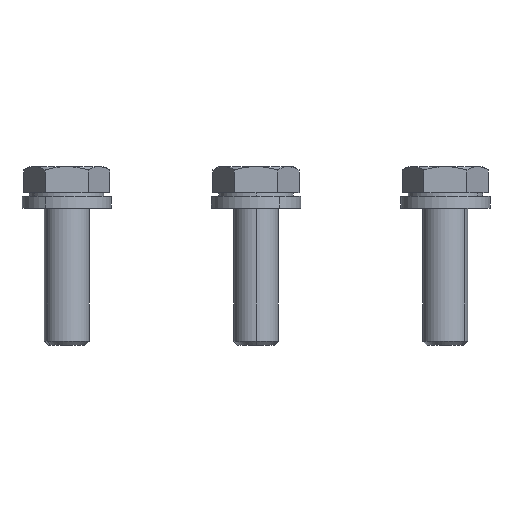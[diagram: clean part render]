
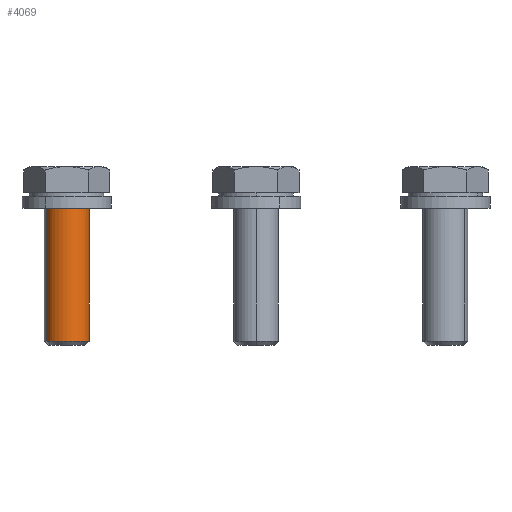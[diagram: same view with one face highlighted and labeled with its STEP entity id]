
A CAD part, left-side view. The second image highlights one B-rep face of the part: STEP entity #4069.
In plain terms, the highlighted cylindrical face has radius 3 mm (diameter 6 mm), a partial arc.
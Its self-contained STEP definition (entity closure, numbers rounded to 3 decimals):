
#393 = EDGE_CURVE ( 'NONE', #8633, #4245, #6625, .T. ) ;
#1114 = DIRECTION ( 'NONE',  ( -0.5, 0.866, 0. ) ) ;
#1115 = DIRECTION ( 'NONE',  ( 0., 0., -1. ) ) ;
#1123 = CARTESIAN_POINT ( 'NONE',  ( -14.675, 25.418, 14.05 ) ) ;
#1272 = CARTESIAN_POINT ( 'NONE',  ( -16.175, 28.016, 14.05 ) ) ;
#1369 = VERTEX_POINT ( 'NONE', #5713 ) ;
#1496 = CYLINDRICAL_SURFACE ( 'NONE', #3043, 3. ) ;
#1598 = VERTEX_POINT ( 'NONE', #6253 ) ;
#2010 = CIRCLE ( 'NONE', #6529, 3. ) ;
#2439 = DIRECTION ( 'NONE',  ( 0., 0., 1. ) ) ;
#2614 = AXIS2_PLACEMENT_3D ( 'NONE', #1123, #1115, #1114 ) ;
#2658 = DIRECTION ( 'NONE',  ( 0.5, -0.866, 0. ) ) ;
#2725 = CIRCLE ( 'NONE', #2614, 3. ) ;
#2908 = EDGE_CURVE ( 'NONE', #1598, #4245, #2725, .T. ) ;
#3043 = AXIS2_PLACEMENT_3D ( 'NONE', #5861, #5142, #2658 ) ;
#3539 = CARTESIAN_POINT ( 'NONE',  ( -16.175, 28.016, 18.3 ) ) ;
#3540 = DIRECTION ( 'NONE',  ( 0., 0., 1. ) ) ;
#3976 = ORIENTED_EDGE ( 'NONE', *, *, #4562, .T. ) ;
#4069 = ADVANCED_FACE ( 'NONE', ( #6681 ), #1496, .T. ) ;
#4245 = VERTEX_POINT ( 'NONE', #1272 ) ;
#4562 = EDGE_CURVE ( 'NONE', #1369, #1598, #6490, .T. ) ;
#5142 = DIRECTION ( 'NONE',  ( 0., 0., 1. ) ) ;
#5713 = CARTESIAN_POINT ( 'NONE',  ( -13.175, 22.82, -5.146 ) ) ;
#5861 = CARTESIAN_POINT ( 'NONE',  ( -14.675, 25.418, 18.3 ) ) ;
#6035 = DIRECTION ( 'NONE',  ( 0., 0., 1. ) ) ;
#6253 = CARTESIAN_POINT ( 'NONE',  ( -13.175, 22.82, 14.05 ) ) ;
#6393 = VECTOR ( 'NONE', #6035, 1000. ) ;
#6490 = LINE ( 'NONE', #6720, #6393 ) ;
#6529 = AXIS2_PLACEMENT_3D ( 'NONE', #6705, #2439, #7347 ) ;
#6625 = LINE ( 'NONE', #3539, #6708 ) ;
#6681 = FACE_OUTER_BOUND ( 'NONE', #8523, .T. ) ;
#6705 = CARTESIAN_POINT ( 'NONE',  ( -14.675, 25.418, -5.146 ) ) ;
#6708 = VECTOR ( 'NONE', #3540, 1000. ) ;
#6720 = CARTESIAN_POINT ( 'NONE',  ( -13.175, 22.82, 18.3 ) ) ;
#6872 = ORIENTED_EDGE ( 'NONE', *, *, #393, .F. ) ;
#7347 = DIRECTION ( 'NONE',  ( 0.5, -0.866, 0. ) ) ;
#7539 = ORIENTED_EDGE ( 'NONE', *, *, #2908, .T. ) ;
#7681 = ORIENTED_EDGE ( 'NONE', *, *, #7706, .T. ) ;
#7706 = EDGE_CURVE ( 'NONE', #8633, #1369, #2010, .T. ) ;
#8302 = CARTESIAN_POINT ( 'NONE',  ( -16.175, 28.016, -5.146 ) ) ;
#8523 = EDGE_LOOP ( 'NONE', ( #6872, #7681, #3976, #7539 ) ) ;
#8633 = VERTEX_POINT ( 'NONE', #8302 ) ;
